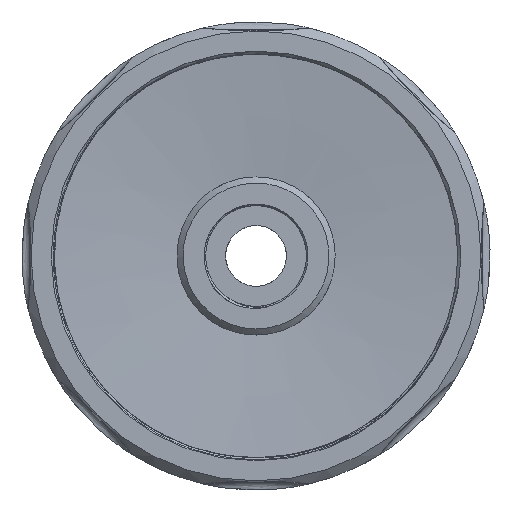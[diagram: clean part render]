
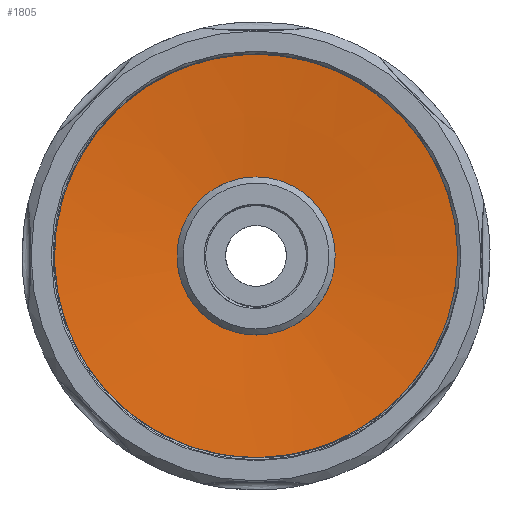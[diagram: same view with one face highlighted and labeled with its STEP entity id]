
A CAD part, top view. The second image highlights one B-rep face of the part: STEP entity #1805.
In plain terms, the highlighted conical face has half-angle 84.56 degrees and reference radius 34 mm.
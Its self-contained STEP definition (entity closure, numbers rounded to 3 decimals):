
#31=CONICAL_SURFACE('',#2023,34.,1.476);
#126=CIRCLE('',#1880,33.2);
#127=CIRCLE('',#1883,33.2);
#184=CIRCLE('',#1979,13.);
#688=ORIENTED_EDGE('',*,*,#953,.T.);
#689=ORIENTED_EDGE('',*,*,#857,.T.);
#690=ORIENTED_EDGE('',*,*,#855,.T.);
#855=EDGE_CURVE('',#1096,#1098,#126,.T.);
#857=EDGE_CURVE('',#1098,#1096,#127,.T.);
#953=EDGE_CURVE('',#1163,#1163,#184,.T.);
#1096=VERTEX_POINT('',#3546);
#1098=VERTEX_POINT('',#3681);
#1163=VERTEX_POINT('',#3988);
#1512=EDGE_LOOP('',(#688));
#1513=EDGE_LOOP('',(#689,#690));
#1651=FACE_BOUND('',#1512,.T.);
#1652=FACE_BOUND('',#1513,.T.);
#1805=ADVANCED_FACE('',(#1651,#1652),#31,.F.);
#1880=AXIS2_PLACEMENT_3D('',#3682,#2139,#2140);
#1883=AXIS2_PLACEMENT_3D('',#3686,#2146,#2147);
#1979=AXIS2_PLACEMENT_3D('',#3987,#2362,#2363);
#2023=AXIS2_PLACEMENT_3D('',#5177,#2497,#2498);
#2139=DIRECTION('',(0.,0.,1.));
#2140=DIRECTION('',(1.,0.,0.));
#2146=DIRECTION('',(0.,0.,1.));
#2147=DIRECTION('',(1.,0.,0.));
#2362=DIRECTION('',(0.,0.,-1.));
#2363=DIRECTION('',(0.,1.,0.));
#2497=DIRECTION('',(0.,0.,1.));
#2498=DIRECTION('',(1.,0.,0.));
#3546=CARTESIAN_POINT('',(-12.712,30.67,4.674));
#3681=CARTESIAN_POINT('',(33.2,0.,4.674));
#3682=CARTESIAN_POINT('',(0.,0.,4.674));
#3686=CARTESIAN_POINT('',(0.,0.,4.674));
#3987=CARTESIAN_POINT('',(0.,0.,2.75));
#3988=CARTESIAN_POINT('',(0.,13.,2.75));
#5177=CARTESIAN_POINT('',(0.,0.,4.75));
